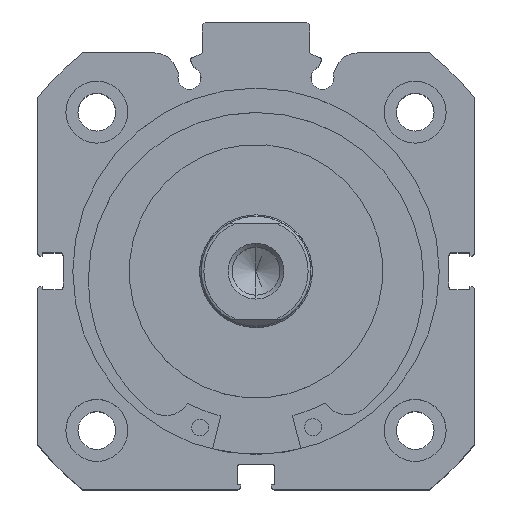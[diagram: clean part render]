
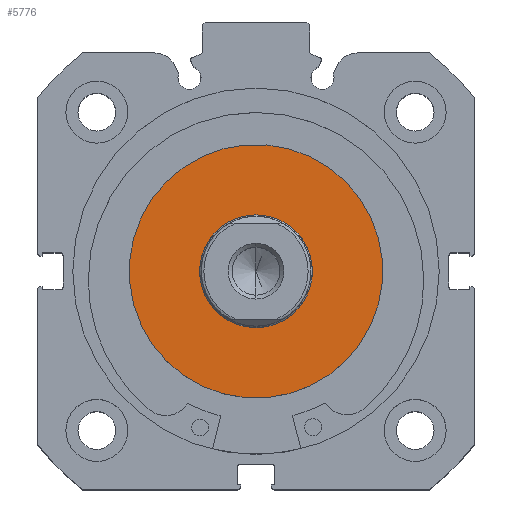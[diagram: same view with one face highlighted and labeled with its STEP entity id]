
A CAD part, top view. The second image highlights one B-rep face of the part: STEP entity #5776.
In plain terms, the highlighted face is planar.
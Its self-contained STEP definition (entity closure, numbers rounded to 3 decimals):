
#265 = CARTESIAN_POINT ( 'NONE',  ( 0., 0., 0. ) ) ;
#327 = DIRECTION ( 'NONE',  ( 0., 0., 1. ) ) ;
#355 = DIRECTION ( 'NONE',  ( -1., 0., 0. ) ) ;
#499 = CARTESIAN_POINT ( 'NONE',  ( 0., 0., -10. ) ) ;
#519 = CARTESIAN_POINT ( 'NONE',  ( 0., 0., 22.5 ) ) ;
#704 = CARTESIAN_POINT ( 'NONE',  ( 0., 0., -22.5 ) ) ;
#713 = CARTESIAN_POINT ( 'NONE',  ( 0., 0., 10. ) ) ;
#1027 = VERTEX_POINT ( 'NONE', #704 ) ;
#1030 = VERTEX_POINT ( 'NONE', #713 ) ;
#1044 = VERTEX_POINT ( 'NONE', #519 ) ;
#1050 = VERTEX_POINT ( 'NONE', #499 ) ;
#1354 = CARTESIAN_POINT ( 'NONE',  ( 0., 0., 0. ) ) ;
#1357 = DIRECTION ( 'NONE',  ( -1., 0., 0. ) ) ;
#1358 = DIRECTION ( 'NONE',  ( 0., 0., 1. ) ) ;
#1376 = CARTESIAN_POINT ( 'NONE',  ( 0., 0., 0. ) ) ;
#1387 = DIRECTION ( 'NONE',  ( -1., 0., 0. ) ) ;
#1388 = DIRECTION ( 'NONE',  ( 0., 0., 1. ) ) ;
#2261 = CARTESIAN_POINT ( 'NONE',  ( 0., 22.5, 0. ) ) ;
#2266 = PLANE ( 'NONE',  #7195 ) ;
#2267 = DIRECTION ( 'NONE',  ( 1., 0., 0. ) ) ;
#2268 = DIRECTION ( 'NONE',  ( 0., 0., -1. ) ) ;
#2636 = EDGE_CURVE ( 'NONE', #1030, #1050, #6154, .T. ) ;
#2884 = AXIS2_PLACEMENT_3D ( 'NONE', #265, #355, #327 ) ;
#2981 = EDGE_CURVE ( 'NONE', #1027, #1044, #6574, .T. ) ;
#3090 = EDGE_CURVE ( 'NONE', #1044, #1027, #6706, .T. ) ;
#3105 = EDGE_CURVE ( 'NONE', #1050, #1030, #6722, .T. ) ;
#4083 = DIRECTION ( 'NONE',  ( 0., 0., 1. ) ) ;
#4084 = DIRECTION ( 'NONE',  ( -1., 0., 0. ) ) ;
#4086 = CARTESIAN_POINT ( 'NONE',  ( 0., 0., 0. ) ) ;
#4718 = ORIENTED_EDGE ( 'NONE', *, *, #3090, .T. ) ;
#4879 = FACE_OUTER_BOUND ( 'NONE', #5249, .T. ) ;
#4882 = FACE_BOUND ( 'NONE', #5236, .T. ) ;
#5236 = EDGE_LOOP ( 'NONE', ( #5849, #5842 ) ) ;
#5249 = EDGE_LOOP ( 'NONE', ( #4718, #5911 ) ) ;
#5776 = ADVANCED_FACE ( 'NONE', ( #4882, #4879 ), #2266, .F. ) ;
#5842 = ORIENTED_EDGE ( 'NONE', *, *, #3105, .F. ) ;
#5849 = ORIENTED_EDGE ( 'NONE', *, *, #2636, .F. ) ;
#5911 = ORIENTED_EDGE ( 'NONE', *, *, #2981, .T. ) ;
#6154 = CIRCLE ( 'NONE', #2884, 10. ) ;
#6574 = CIRCLE ( 'NONE', #6946, 22.5 ) ;
#6706 = CIRCLE ( 'NONE', #6975, 22.5 ) ;
#6722 = CIRCLE ( 'NONE', #6986, 10. ) ;
#6946 = AXIS2_PLACEMENT_3D ( 'NONE', #4086, #4084, #4083 ) ;
#6975 = AXIS2_PLACEMENT_3D ( 'NONE', #1354, #1357, #1358 ) ;
#6986 = AXIS2_PLACEMENT_3D ( 'NONE', #1376, #1387, #1388 ) ;
#7195 = AXIS2_PLACEMENT_3D ( 'NONE', #2261, #2267, #2268 ) ;
